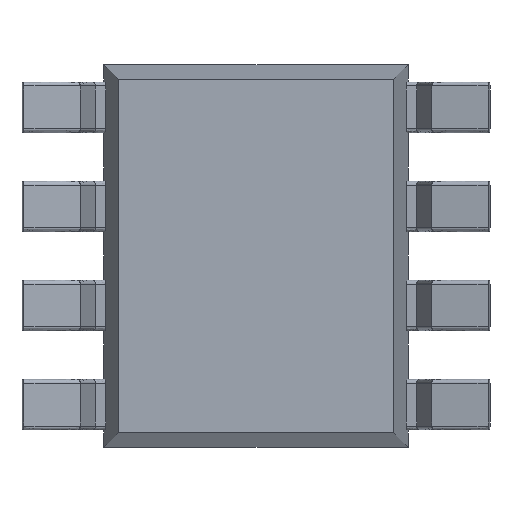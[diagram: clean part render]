
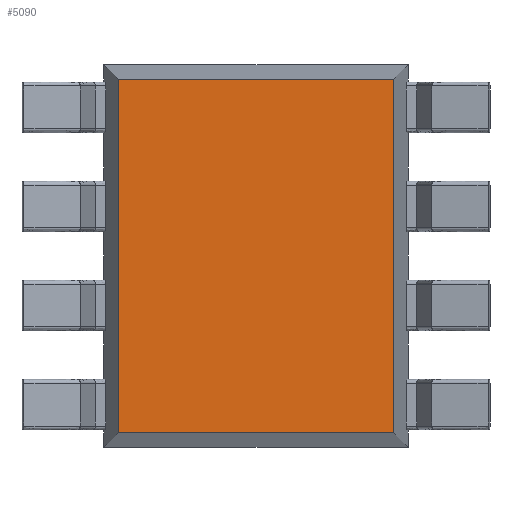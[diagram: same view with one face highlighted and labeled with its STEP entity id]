
A CAD part, left-side view. The second image highlights one B-rep face of the part: STEP entity #5090.
In plain terms, the highlighted planar face has unit normal (-1, 0, 0).
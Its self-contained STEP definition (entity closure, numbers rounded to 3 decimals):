
#108 = EDGE_CURVE ( 'NONE', #5273, #1750, #9171, .T. ) ;
#220 = VECTOR ( 'NONE', #7697, 1000. ) ;
#800 = EDGE_CURVE ( 'NONE', #6792, #11183, #13327, .T. ) ;
#862 = CARTESIAN_POINT ( 'NONE',  ( -0.81, 0., 2.263 ) ) ;
#1525 = CARTESIAN_POINT ( 'NONE',  ( -0.81, 1.763, 0. ) ) ;
#1683 = CARTESIAN_POINT ( 'NONE',  ( -0.81, -1.763, -2.263 ) ) ;
#1750 = VERTEX_POINT ( 'NONE', #1683 ) ;
#3127 = DIRECTION ( 'NONE',  ( 0., 1., 0. ) ) ;
#3462 = AXIS2_PLACEMENT_3D ( 'NONE', #6497, #10919, #5010 ) ;
#4008 = EDGE_CURVE ( 'NONE', #1750, #6792, #9177, .T. ) ;
#5010 = DIRECTION ( 'NONE',  ( 0., 0., -1. ) ) ;
#5090 = ADVANCED_FACE ( 'NONE', ( #11689 ), #5806, .F. ) ;
#5273 = VERTEX_POINT ( 'NONE', #10436 ) ;
#5436 = CARTESIAN_POINT ( 'NONE',  ( -0.81, 0., -2.263 ) ) ;
#5806 = PLANE ( 'NONE',  #3462 ) ;
#6113 = CARTESIAN_POINT ( 'NONE',  ( -0.81, 1.763, 2.263 ) ) ;
#6231 = VECTOR ( 'NONE', #6793, 1000. ) ;
#6497 = CARTESIAN_POINT ( 'NONE',  ( -0.81, 0., 0. ) ) ;
#6792 = VERTEX_POINT ( 'NONE', #10953 ) ;
#6793 = DIRECTION ( 'NONE',  ( 0., -1., 0. ) ) ;
#7697 = DIRECTION ( 'NONE',  ( 0., 0., -1. ) ) ;
#9171 = LINE ( 'NONE', #14794, #220 ) ;
#9177 = LINE ( 'NONE', #5436, #13754 ) ;
#10436 = CARTESIAN_POINT ( 'NONE',  ( -0.81, -1.763, 2.263 ) ) ;
#10840 = VECTOR ( 'NONE', #12183, 1000. ) ;
#10919 = DIRECTION ( 'NONE',  ( 1., 0., 0. ) ) ;
#10953 = CARTESIAN_POINT ( 'NONE',  ( -0.81, 1.763, -2.263 ) ) ;
#11183 = VERTEX_POINT ( 'NONE', #6113 ) ;
#11454 = LINE ( 'NONE', #862, #6231 ) ;
#11533 = ORIENTED_EDGE ( 'NONE', *, *, #800, .F. ) ;
#11689 = FACE_OUTER_BOUND ( 'NONE', #13022, .T. ) ;
#12183 = DIRECTION ( 'NONE',  ( 0., 0., 1. ) ) ;
#12973 = EDGE_CURVE ( 'NONE', #11183, #5273, #11454, .T. ) ;
#13022 = EDGE_LOOP ( 'NONE', ( #14435, #11533, #14566, #14369 ) ) ;
#13327 = LINE ( 'NONE', #1525, #10840 ) ;
#13754 = VECTOR ( 'NONE', #3127, 1000. ) ;
#14369 = ORIENTED_EDGE ( 'NONE', *, *, #108, .F. ) ;
#14435 = ORIENTED_EDGE ( 'NONE', *, *, #12973, .F. ) ;
#14566 = ORIENTED_EDGE ( 'NONE', *, *, #4008, .F. ) ;
#14794 = CARTESIAN_POINT ( 'NONE',  ( -0.81, -1.763, 0. ) ) ;
